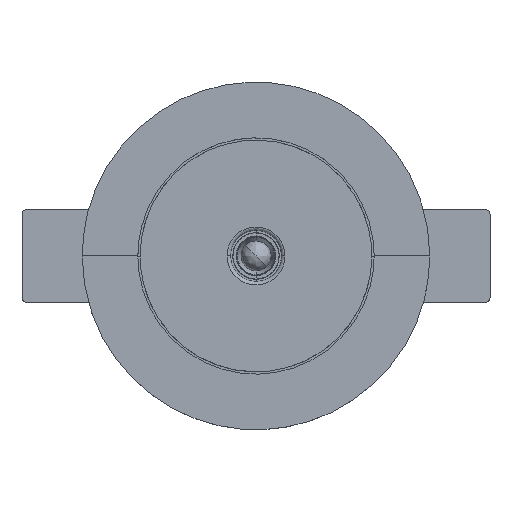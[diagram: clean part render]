
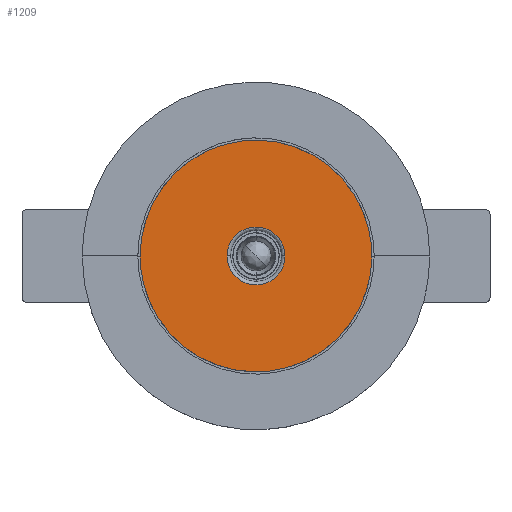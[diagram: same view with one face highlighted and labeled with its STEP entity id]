
A CAD part, top view. The second image highlights one B-rep face of the part: STEP entity #1209.
In plain terms, the highlighted planar face has unit normal (0, 0, 1).
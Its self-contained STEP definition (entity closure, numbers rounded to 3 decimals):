
#134=FACE_BOUND('',#4615,.T.);
#1209=ADVANCED_FACE('',(#2891,#134),#26554,.T.);
#2891=FACE_OUTER_BOUND('',#4614,.T.);
#4614=EDGE_LOOP('',(#10900,#10901));
#4615=EDGE_LOOP('',(#10902,#10903));
#10900=ORIENTED_EDGE('',*,*,#17259,.F.);
#10901=ORIENTED_EDGE('',*,*,#17089,.F.);
#10902=ORIENTED_EDGE('',*,*,#17257,.F.);
#10903=ORIENTED_EDGE('',*,*,#17102,.F.);
#17089=EDGE_CURVE('',#25122,#25225,#22318,.T.);
#17102=EDGE_CURVE('',#25130,#25224,#22330,.T.);
#17257=EDGE_CURVE('',#25224,#25130,#22448,.T.);
#17259=EDGE_CURVE('',#25225,#25122,#22450,.T.);
#22318=(
BOUNDED_CURVE()
B_SPLINE_CURVE(2,(#53092,#53093,#53094,#53095,#53096),.UNSPECIFIED.,.F.,
 .F.)
B_SPLINE_CURVE_WITH_KNOTS((3,2,3),(-314.159,-235.619,
-157.08),.UNSPECIFIED.)
CURVE()
GEOMETRIC_REPRESENTATION_ITEM()
RATIONAL_B_SPLINE_CURVE((1.,0.707,1.,0.707,1.))
REPRESENTATION_ITEM('')
);
#22330=(
BOUNDED_CURVE()
B_SPLINE_CURVE(2,(#53136,#53137,#53138,#53139,#53140),.UNSPECIFIED.,.F.,
 .F.)
B_SPLINE_CURVE_WITH_KNOTS((3,2,3),(0.,19.634,39.269),
 .UNSPECIFIED.)
CURVE()
GEOMETRIC_REPRESENTATION_ITEM()
RATIONAL_B_SPLINE_CURVE((1.,0.707,1.,0.707,1.))
REPRESENTATION_ITEM('')
);
#22448=(
BOUNDED_CURVE()
B_SPLINE_CURVE(2,(#53597,#53598,#53599,#53600,#53601),.UNSPECIFIED.,.F.,
 .F.)
B_SPLINE_CURVE_WITH_KNOTS((3,2,3),(39.269,58.903,78.538),
 .UNSPECIFIED.)
CURVE()
GEOMETRIC_REPRESENTATION_ITEM()
RATIONAL_B_SPLINE_CURVE((1.,0.707,1.,0.707,1.))
REPRESENTATION_ITEM('')
);
#22450=(
BOUNDED_CURVE()
B_SPLINE_CURVE(2,(#53604,#53605,#53606,#53607,#53608),.UNSPECIFIED.,.F.,
 .F.)
B_SPLINE_CURVE_WITH_KNOTS((3,2,3),(-157.08,-78.54,0.),
 .UNSPECIFIED.)
CURVE()
GEOMETRIC_REPRESENTATION_ITEM()
RATIONAL_B_SPLINE_CURVE((1.,0.707,1.,0.707,1.))
REPRESENTATION_ITEM('')
);
#25122=VERTEX_POINT('',#52974);
#25130=VERTEX_POINT('',#52982);
#25224=VERTEX_POINT('',#53076);
#25225=VERTEX_POINT('',#53077);
#26554=PLANE('',#28832);
#28832=AXIS2_PLACEMENT_3D('',#52615,#30156,$);
#30156=DIRECTION('',(0.,0.,1.));
#52615=CARTESIAN_POINT('',(51.,-51.,12.5));
#52974=CARTESIAN_POINT('',(50.,0.,12.5));
#52982=CARTESIAN_POINT('',(12.5,0.,12.5));
#53076=CARTESIAN_POINT('',(-12.5,0.,12.5));
#53077=CARTESIAN_POINT('',(-50.,0.,12.5));
#53092=CARTESIAN_POINT('',(50.,0.,12.5));
#53093=CARTESIAN_POINT('',(50.,-50.,12.5));
#53094=CARTESIAN_POINT('',(0.,-50.,12.5));
#53095=CARTESIAN_POINT('',(-50.,-50.,12.5));
#53096=CARTESIAN_POINT('',(-50.,0.,12.5));
#53136=CARTESIAN_POINT('',(12.5,0.,12.5));
#53137=CARTESIAN_POINT('',(12.5,12.5,12.5));
#53138=CARTESIAN_POINT('',(0.,12.5,12.5));
#53139=CARTESIAN_POINT('',(-12.5,12.5,12.5));
#53140=CARTESIAN_POINT('',(-12.5,0.,12.5));
#53597=CARTESIAN_POINT('',(-12.5,0.,12.5));
#53598=CARTESIAN_POINT('',(-12.5,-12.5,12.5));
#53599=CARTESIAN_POINT('',(0.,-12.5,12.5));
#53600=CARTESIAN_POINT('',(12.5,-12.5,12.5));
#53601=CARTESIAN_POINT('',(12.5,0.,12.5));
#53604=CARTESIAN_POINT('',(-50.,0.,12.5));
#53605=CARTESIAN_POINT('',(-50.,50.,12.5));
#53606=CARTESIAN_POINT('',(0.,50.,12.5));
#53607=CARTESIAN_POINT('',(50.,50.,12.5));
#53608=CARTESIAN_POINT('',(50.,0.,12.5));
